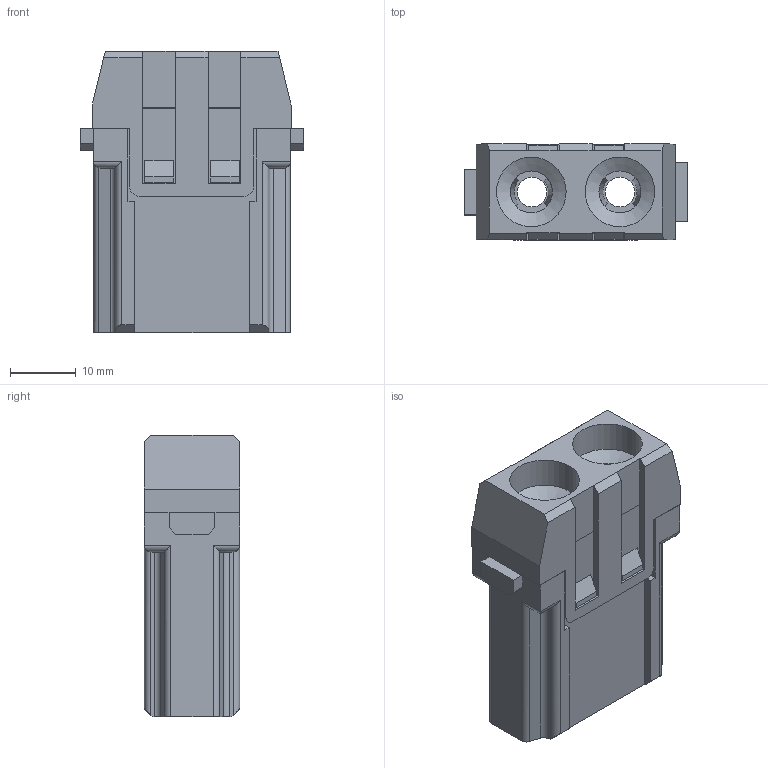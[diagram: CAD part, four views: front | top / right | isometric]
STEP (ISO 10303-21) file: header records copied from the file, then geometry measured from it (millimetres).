
FILE_DESCRIPTION(/* description */ (''),/* implementation_level */ '2;1');
FILE_NAME(/* name */ 'HMK-002-MC.stp',/* time_stamp */ '2023-02-08T23:42:53+08:00',/* author */ (''),/* organization */ (''),/* preprocessor_version */ 'ST-DEVELOPER v16',/* originating_system */ 'SIEMENS PLM Software NX 10.0',/* authorisation */ '');
FILE_SCHEMA (('AP203_CONFIGURATION_CONTROLLED_3D_DESIGN_OF_MECHANICAL_PARTS_AND_ASSEMBLIES_MIM_LF { 1 0 10303 403 2 1 2}'));
Length unit declared in the file: millimetre
Products named in the file (1): Admi0A2C26ACroce
Bounding box: 34.1 x 14.6 x 42.9 mm (x, y, z)
Volume: 8401.7 mm3; surface area: 10765.1 mm2
Topology: 1 solids, 1 shells, 255 faces, 740 edges, 488 vertices
Faces by surface type: plane 190, cylinder 41, cone 20, extrusion 4
Full cylindrical faces by diameter (mm): 4.5 x2, 6.4 x2, 7.35 x2, 9.6 x2, 10.6 x2
Entity records: 8422 total; most frequent: CARTESIAN_POINT 1694, ORIENTED_EDGE 1440, DIRECTION 1280, EDGE_CURVE 720, VECTOR 524, LINE 520, VERTEX_POINT 480, AXIS2_PLACEMENT_3D 378
